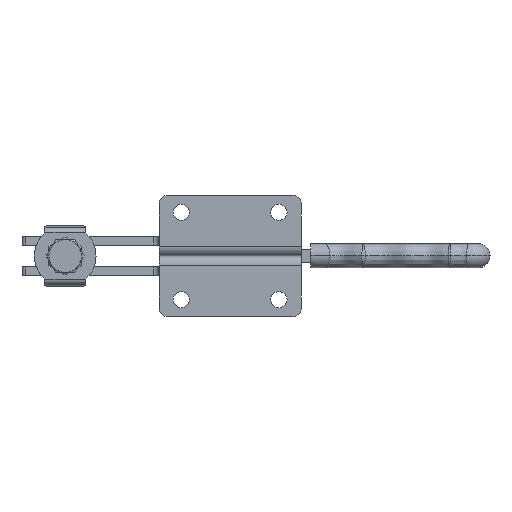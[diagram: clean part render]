
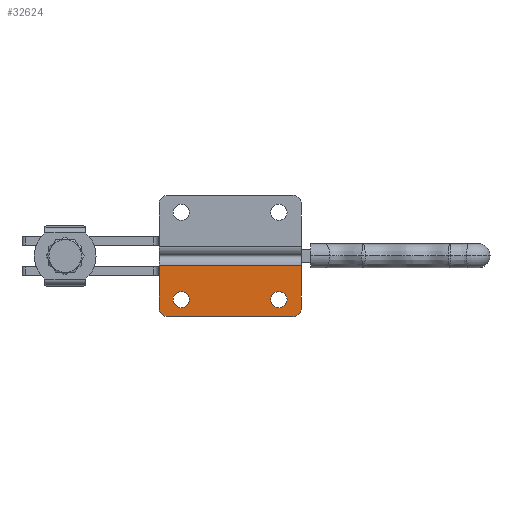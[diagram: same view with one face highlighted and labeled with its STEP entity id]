
A CAD part, front view. The second image highlights one B-rep face of the part: STEP entity #32624.
In plain terms, the highlighted planar face has unit normal (0, -1, 0).
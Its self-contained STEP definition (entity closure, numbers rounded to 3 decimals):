
#3236 = CIRCLE ( 'NONE', #38310, 5. ) ;
#3249 = LINE ( 'NONE', #4522, #3255 ) ;
#3255 = VECTOR ( 'NONE', #4531, 1000. ) ;
#3267 = LINE ( 'NONE', #4557, #3271 ) ;
#3271 = VECTOR ( 'NONE', #4555, 1000. ) ;
#3280 = LINE ( 'NONE', #4594, #3291 ) ;
#3288 = CIRCLE ( 'NONE', #38323, 5. ) ;
#3291 = VECTOR ( 'NONE', #4590, 1000. ) ;
#3293 = CIRCLE ( 'NONE', #38326, 4.75 ) ;
#3317 = CIRCLE ( 'NONE', #38331, 4.75 ) ;
#3336 = CIRCLE ( 'NONE', #38339, 4.75 ) ;
#3375 = LINE ( 'NONE', #4731, #3378 ) ;
#3378 = VECTOR ( 'NONE', #4720, 1000. ) ;
#3401 = CIRCLE ( 'NONE', #38356, 4.75 ) ;
#4508 = CARTESIAN_POINT ( 'NONE',  ( 5., -5., -30.5 ) ) ;
#4509 = DIRECTION ( 'NONE',  ( 0., 1., 0. ) ) ;
#4510 = DIRECTION ( 'NONE',  ( 0., 0., -1. ) ) ;
#4522 = CARTESIAN_POINT ( 'NONE',  ( 5., -5., -5.5 ) ) ;
#4531 = DIRECTION ( 'NONE',  ( -1., 0., 0. ) ) ;
#4555 = DIRECTION ( 'NONE',  ( 0., 0., 1. ) ) ;
#4557 = CARTESIAN_POINT ( 'NONE',  ( 0., -5., -5. ) ) ;
#4590 = DIRECTION ( 'NONE',  ( -1., 0., 0. ) ) ;
#4594 = CARTESIAN_POINT ( 'NONE',  ( 5., -5., -35.5 ) ) ;
#4595 = CARTESIAN_POINT ( 'NONE',  ( 78., -5., -30.5 ) ) ;
#4596 = DIRECTION ( 'NONE',  ( 0., 1., 0. ) ) ;
#4597 = DIRECTION ( 'NONE',  ( 0., 0., -1. ) ) ;
#4607 = CARTESIAN_POINT ( 'NONE',  ( 70., -5., -25.5 ) ) ;
#4608 = DIRECTION ( 'NONE',  ( 0., 1., 0. ) ) ;
#4609 = DIRECTION ( 'NONE',  ( 0., 0., 1. ) ) ;
#4640 = CARTESIAN_POINT ( 'NONE',  ( 13., -5., -25.5 ) ) ;
#4641 = DIRECTION ( 'NONE',  ( 0., 1., 0. ) ) ;
#4642 = DIRECTION ( 'NONE',  ( 0., 0., 1. ) ) ;
#4683 = CARTESIAN_POINT ( 'NONE',  ( 70., -5., -25.5 ) ) ;
#4684 = DIRECTION ( 'NONE',  ( 0., 1., 0. ) ) ;
#4685 = DIRECTION ( 'NONE',  ( 0., 0., 1. ) ) ;
#4720 = DIRECTION ( 'NONE',  ( 0., 0., -1. ) ) ;
#4731 = CARTESIAN_POINT ( 'NONE',  ( 83., -5., -30.5 ) ) ;
#4772 = CARTESIAN_POINT ( 'NONE',  ( 13., -5., -25.5 ) ) ;
#4773 = DIRECTION ( 'NONE',  ( 0., 1., 0. ) ) ;
#4774 = DIRECTION ( 'NONE',  ( 0., 0., 1. ) ) ;
#7219 = ORIENTED_EDGE ( 'NONE', *, *, #33483, .F. ) ;
#7243 = ORIENTED_EDGE ( 'NONE', *, *, #33403, .T. ) ;
#7289 = ORIENTED_EDGE ( 'NONE', *, *, #33427, .F. ) ;
#7298 = ORIENTED_EDGE ( 'NONE', *, *, #33426, .F. ) ;
#7363 = ORIENTED_EDGE ( 'NONE', *, *, #33431, .T. ) ;
#17045 = ORIENTED_EDGE ( 'NONE', *, *, #33463, .T. ) ;
#17132 = VERTEX_POINT ( 'NONE', #31821 ) ;
#17133 = VERTEX_POINT ( 'NONE', #31827 ) ;
#17146 = VERTEX_POINT ( 'NONE', #31839 ) ;
#17368 = VERTEX_POINT ( 'NONE', #32044 ) ;
#17371 = VERTEX_POINT ( 'NONE', #32047 ) ;
#17383 = VERTEX_POINT ( 'NONE', #32058 ) ;
#17387 = VERTEX_POINT ( 'NONE', #32054 ) ;
#17389 = VERTEX_POINT ( 'NONE', #32063 ) ;
#17466 = VERTEX_POINT ( 'NONE', #32131 ) ;
#17563 = VERTEX_POINT ( 'NONE', #32234 ) ;
#17765 = ORIENTED_EDGE ( 'NONE', *, *, #33413, .F. ) ;
#22754 = EDGE_LOOP ( 'NONE', ( #7219, #7243, #17765, #24578, #7289, #7298 ) ) ;
#24428 = EDGE_LOOP ( 'NONE', ( #24538, #24567 ) ) ;
#24449 = EDGE_LOOP ( 'NONE', ( #7363, #17045 ) ) ;
#24538 = ORIENTED_EDGE ( 'NONE', *, *, #33445, .T. ) ;
#24567 = ORIENTED_EDGE ( 'NONE', *, *, #33499, .T. ) ;
#24578 = ORIENTED_EDGE ( 'NONE', *, *, #33394, .F. ) ;
#28653 = FACE_OUTER_BOUND ( 'NONE', #22754, .T. ) ;
#28655 = FACE_BOUND ( 'NONE', #24428, .T. ) ;
#28660 = FACE_BOUND ( 'NONE', #24449, .T. ) ;
#31821 = CARTESIAN_POINT ( 'NONE',  ( 70., -5., -20.75 ) ) ;
#31827 = CARTESIAN_POINT ( 'NONE',  ( 13., -5., -20.75 ) ) ;
#31839 = CARTESIAN_POINT ( 'NONE',  ( 70., -5., -30.25 ) ) ;
#32044 = CARTESIAN_POINT ( 'NONE',  ( 0., -5., -30.5 ) ) ;
#32047 = CARTESIAN_POINT ( 'NONE',  ( 83., -5., -30.5 ) ) ;
#32054 = CARTESIAN_POINT ( 'NONE',  ( 13., -5., -30.25 ) ) ;
#32058 = CARTESIAN_POINT ( 'NONE',  ( 0., -5., -5.5 ) ) ;
#32063 = CARTESIAN_POINT ( 'NONE',  ( 5., -5., -35.5 ) ) ;
#32131 = CARTESIAN_POINT ( 'NONE',  ( 78., -5., -35.5 ) ) ;
#32234 = CARTESIAN_POINT ( 'NONE',  ( 83., -5., -5.5 ) ) ;
#32624 = ADVANCED_FACE ( 'NONE', ( #28655, #28660, #28653 ), #35745, .T. ) ;
#33394 = EDGE_CURVE ( 'NONE', #17389, #17368, #3236, .T. ) ;
#33403 = EDGE_CURVE ( 'NONE', #17563, #17383, #3249, .T. ) ;
#33413 = EDGE_CURVE ( 'NONE', #17368, #17383, #3267, .T. ) ;
#33426 = EDGE_CURVE ( 'NONE', #17371, #17466, #3288, .T. ) ;
#33427 = EDGE_CURVE ( 'NONE', #17466, #17389, #3280, .T. ) ;
#33431 = EDGE_CURVE ( 'NONE', #17132, #17146, #3293, .T. ) ;
#33445 = EDGE_CURVE ( 'NONE', #17133, #17387, #3317, .T. ) ;
#33463 = EDGE_CURVE ( 'NONE', #17146, #17132, #3336, .T. ) ;
#33483 = EDGE_CURVE ( 'NONE', #17563, #17371, #3375, .T. ) ;
#33499 = EDGE_CURVE ( 'NONE', #17387, #17133, #3401, .T. ) ;
#35736 = DIRECTION ( 'NONE',  ( 0., -1., 0. ) ) ;
#35741 = CARTESIAN_POINT ( 'NONE',  ( 5., -5., -30.5 ) ) ;
#35745 = PLANE ( 'NONE',  #38106 ) ;
#35748 = DIRECTION ( 'NONE',  ( 0., 0., -1. ) ) ;
#38106 = AXIS2_PLACEMENT_3D ( 'NONE', #35741, #35736, #35748 ) ;
#38310 = AXIS2_PLACEMENT_3D ( 'NONE', #4508, #4509, #4510 ) ;
#38323 = AXIS2_PLACEMENT_3D ( 'NONE', #4595, #4596, #4597 ) ;
#38326 = AXIS2_PLACEMENT_3D ( 'NONE', #4607, #4608, #4609 ) ;
#38331 = AXIS2_PLACEMENT_3D ( 'NONE', #4640, #4641, #4642 ) ;
#38339 = AXIS2_PLACEMENT_3D ( 'NONE', #4683, #4684, #4685 ) ;
#38356 = AXIS2_PLACEMENT_3D ( 'NONE', #4772, #4773, #4774 ) ;
